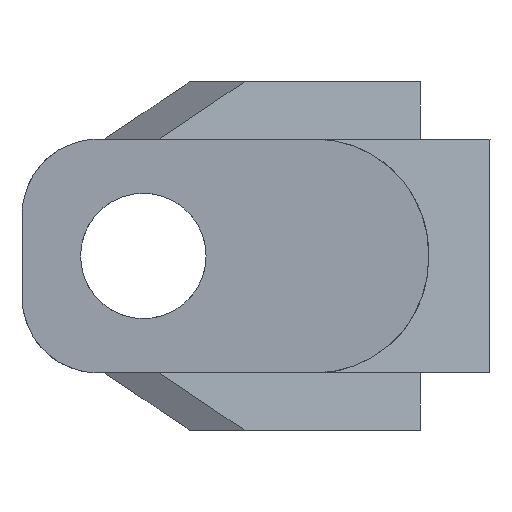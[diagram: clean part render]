
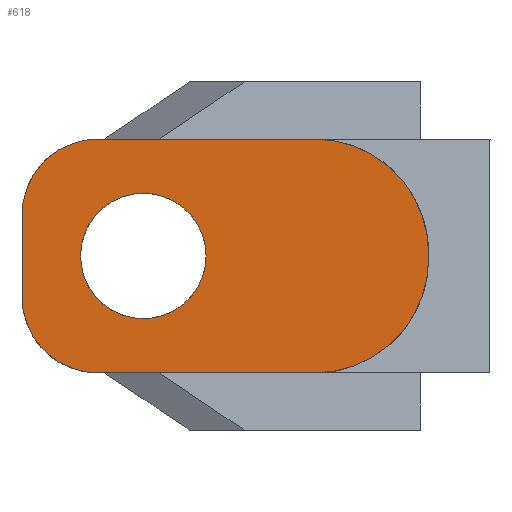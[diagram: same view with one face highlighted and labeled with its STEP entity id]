
A CAD part, left-side view. The second image highlights one B-rep face of the part: STEP entity #618.
In plain terms, the highlighted planar face has unit normal (-1, 0, 0).
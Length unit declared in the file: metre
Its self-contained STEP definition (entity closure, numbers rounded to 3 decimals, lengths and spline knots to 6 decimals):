
#12=CIRCLE('',#636,0.002);
#13=CIRCLE('',#640,0.002);
#14=CIRCLE('',#643,0.003);
#15=CIRCLE('',#646,0.003);
#16=CIRCLE('',#649,0.00165);
#201=ORIENTED_EDGE('',*,*,#262,.F.);
#202=ORIENTED_EDGE('',*,*,#231,.T.);
#203=ORIENTED_EDGE('',*,*,#210,.T.);
#204=ORIENTED_EDGE('',*,*,#258,.T.);
#205=ORIENTED_EDGE('',*,*,#253,.T.);
#206=ORIENTED_EDGE('',*,*,#256,.T.);
#207=ORIENTED_EDGE('',*,*,#233,.T.);
#208=ORIENTED_EDGE('',*,*,#250,.T.);
#209=ORIENTED_EDGE('',*,*,#228,.T.);
#210=EDGE_CURVE('',#297,#298,#354,.T.);
#228=EDGE_CURVE('',#316,#315,#371,.T.);
#231=EDGE_CURVE('',#315,#297,#12,.T.);
#233=EDGE_CURVE('',#318,#319,#373,.T.);
#250=EDGE_CURVE('',#319,#316,#13,.T.);
#253=EDGE_CURVE('',#337,#336,#390,.T.);
#256=EDGE_CURVE('',#336,#318,#14,.T.);
#258=EDGE_CURVE('',#298,#337,#15,.T.);
#262=EDGE_CURVE('',#341,#341,#16,.T.);
#297=VERTEX_POINT('',#833);
#298=VERTEX_POINT('',#834);
#315=VERTEX_POINT('',#869);
#316=VERTEX_POINT('',#871);
#318=VERTEX_POINT('',#887);
#319=VERTEX_POINT('',#888);
#336=VERTEX_POINT('',#930);
#337=VERTEX_POINT('',#932);
#341=VERTEX_POINT('',#963);
#354=LINE('',#832,#424);
#371=LINE('',#870,#441);
#373=LINE('',#886,#443);
#390=LINE('',#931,#460);
#424=VECTOR('',#678,1.);
#441=VECTOR('',#699,1.);
#443=VECTOR('',#707,1.);
#460=VECTOR('',#732,1.);
#526=EDGE_LOOP('',(#201));
#527=EDGE_LOOP('',(#202,#203,#204,#205,#206,#207,#208,#209));
#560=FACE_BOUND('',#526,.T.);
#561=FACE_BOUND('',#527,.T.);
#586=PLANE('',#673);
#618=ADVANCED_FACE('',(#560,#561),#586,.T.);
#636=AXIS2_PLACEMENT_3D('',#879,#703,#704);
#640=AXIS2_PLACEMENT_3D('',#921,#727,#728);
#643=AXIS2_PLACEMENT_3D('',#937,#737,#738);
#646=AXIS2_PLACEMENT_3D('',#940,#743,#744);
#649=AXIS2_PLACEMENT_3D('',#962,#749,#750);
#673=AXIS2_PLACEMENT_3D('',#1038,#828,#829);
#678=DIRECTION('',(0.,-1.,0.));
#699=DIRECTION('',(0.,0.,-1.));
#703=DIRECTION('',(-1.,0.,0.));
#704=DIRECTION('',(0.,-1.,0.));
#707=DIRECTION('',(0.,1.,0.));
#727=DIRECTION('',(-1.,0.,0.));
#728=DIRECTION('',(0.,-1.,0.));
#732=DIRECTION('',(0.,0.,1.));
#737=DIRECTION('',(-1.,0.,0.));
#738=DIRECTION('',(0.,-1.,0.));
#743=DIRECTION('',(-1.,0.,0.));
#744=DIRECTION('',(0.,-1.,0.));
#749=DIRECTION('',(-1.,0.,0.));
#750=DIRECTION('',(0.,-1.,0.));
#828=DIRECTION('',(-1.,0.,0.));
#829=DIRECTION('',(0.,-1.,0.));
#832=CARTESIAN_POINT('',(0.0004,-0.00381,0.033611));
#833=CARTESIAN_POINT('',(0.0004,-0.00381,0.033611));
#834=CARTESIAN_POINT('',(0.0004,-0.0095,0.033611));
#869=CARTESIAN_POINT('',(0.0004,-0.00181,0.035611));
#870=CARTESIAN_POINT('',(0.0004,-0.00181,0.037761));
#871=CARTESIAN_POINT('',(0.0004,-0.00181,0.037761));
#879=CARTESIAN_POINT('',(0.0004,-0.00381,0.035611));
#886=CARTESIAN_POINT('',(0.0004,-0.0095,0.039761));
#887=CARTESIAN_POINT('',(0.0004,-0.0095,0.039761));
#888=CARTESIAN_POINT('',(0.0004,-0.00381,0.039761));
#921=CARTESIAN_POINT('',(0.0004,-0.00381,0.037761));
#930=CARTESIAN_POINT('',(0.0004,-0.0125,0.036761));
#931=CARTESIAN_POINT('',(0.0004,-0.0125,0.036611));
#932=CARTESIAN_POINT('',(0.0004,-0.0125,0.036611));
#937=CARTESIAN_POINT('',(0.0004,-0.0095,0.036761));
#940=CARTESIAN_POINT('',(0.0004,-0.0095,0.036611));
#962=CARTESIAN_POINT('',(0.0004,-0.005,0.036686));
#963=CARTESIAN_POINT('',(0.0004,-0.00665,0.036686));
#1038=CARTESIAN_POINT('',(0.0004,-0.00381,0.035611));
